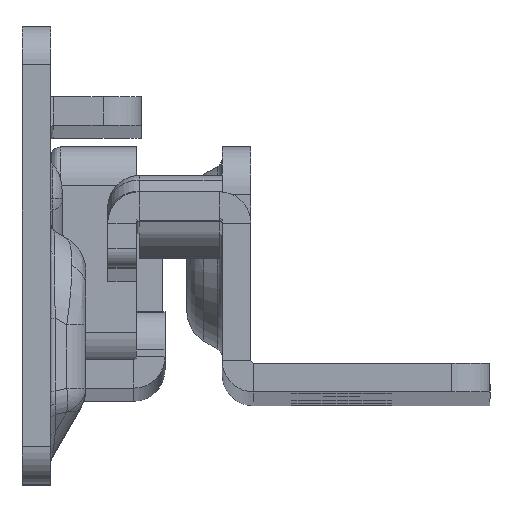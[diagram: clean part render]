
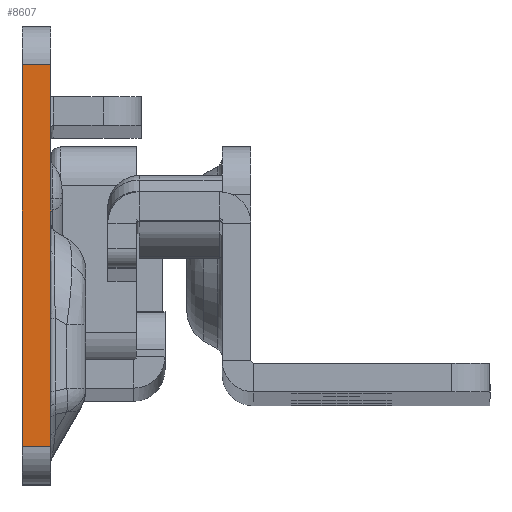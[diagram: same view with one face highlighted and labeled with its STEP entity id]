
A CAD part, top view. The second image highlights one B-rep face of the part: STEP entity #8607.
In plain terms, the highlighted planar face has unit normal (0, 0, 1).
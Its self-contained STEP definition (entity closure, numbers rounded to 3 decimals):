
#109 = ORIENTED_EDGE ( 'NONE', *, *, #1682, .T. ) ;
#619 = CARTESIAN_POINT ( 'NONE',  ( -3., 18.3, 0. ) ) ;
#868 = CARTESIAN_POINT ( 'NONE',  ( -3., -21.7, 0. ) ) ;
#897 = EDGE_CURVE ( 'NONE', #2545, #11873, #4417, .T. ) ;
#1174 = LINE ( 'NONE', #3938, #8550 ) ;
#1231 = DIRECTION ( 'NONE',  ( 0., -1., 0. ) ) ;
#1510 = AXIS2_PLACEMENT_3D ( 'NONE', #9812, #2697, #6773 ) ;
#1682 = EDGE_CURVE ( 'NONE', #13853, #11873, #15200, .T. ) ;
#2545 = VERTEX_POINT ( 'NONE', #9195 ) ;
#2697 = DIRECTION ( 'NONE',  ( 0., 0., 1. ) ) ;
#3493 = EDGE_CURVE ( 'NONE', #12455, #13853, #7999, .T. ) ;
#3938 = CARTESIAN_POINT ( 'NONE',  ( -3., 18.3, 0. ) ) ;
#4372 = FACE_OUTER_BOUND ( 'NONE', #11466, .T. ) ;
#4417 = LINE ( 'NONE', #16673, #5014 ) ;
#4869 = ORIENTED_EDGE ( 'NONE', *, *, #3493, .T. ) ;
#5014 = VECTOR ( 'NONE', #9865, 1000. ) ;
#5166 = DIRECTION ( 'NONE',  ( 1., 0., 0. ) ) ;
#6773 = DIRECTION ( 'NONE',  ( 1., 0., 0. ) ) ;
#7365 = VECTOR ( 'NONE', #13842, 1000. ) ;
#7917 = ORIENTED_EDGE ( 'NONE', *, *, #897, .F. ) ;
#7999 = LINE ( 'NONE', #13452, #14569 ) ;
#8043 = ORIENTED_EDGE ( 'NONE', *, *, #12233, .F. ) ;
#8550 = VECTOR ( 'NONE', #5166, 1000. ) ;
#8607 = ADVANCED_FACE ( 'NONE', ( #4372 ), #13664, .T. ) ;
#9195 = CARTESIAN_POINT ( 'NONE',  ( 0., 18.3, 0. ) ) ;
#9812 = CARTESIAN_POINT ( 'NONE',  ( -3., -29.094, 0. ) ) ;
#9865 = DIRECTION ( 'NONE',  ( 0., -1., 0. ) ) ;
#11466 = EDGE_LOOP ( 'NONE', ( #7917, #8043, #4869, #109 ) ) ;
#11873 = VERTEX_POINT ( 'NONE', #11970 ) ;
#11970 = CARTESIAN_POINT ( 'NONE',  ( 0., -21.7, 0. ) ) ;
#12233 = EDGE_CURVE ( 'NONE', #12455, #2545, #1174, .T. ) ;
#12455 = VERTEX_POINT ( 'NONE', #619 ) ;
#13452 = CARTESIAN_POINT ( 'NONE',  ( -3., -29.094, 0. ) ) ;
#13664 = PLANE ( 'NONE',  #1510 ) ;
#13842 = DIRECTION ( 'NONE',  ( 1., 0., 0. ) ) ;
#13853 = VERTEX_POINT ( 'NONE', #868 ) ;
#14569 = VECTOR ( 'NONE', #1231, 1000. ) ;
#15115 = CARTESIAN_POINT ( 'NONE',  ( -142.194, -21.7, 0. ) ) ;
#15200 = LINE ( 'NONE', #15115, #7365 ) ;
#16673 = CARTESIAN_POINT ( 'NONE',  ( 0., -29.094, 0. ) ) ;
